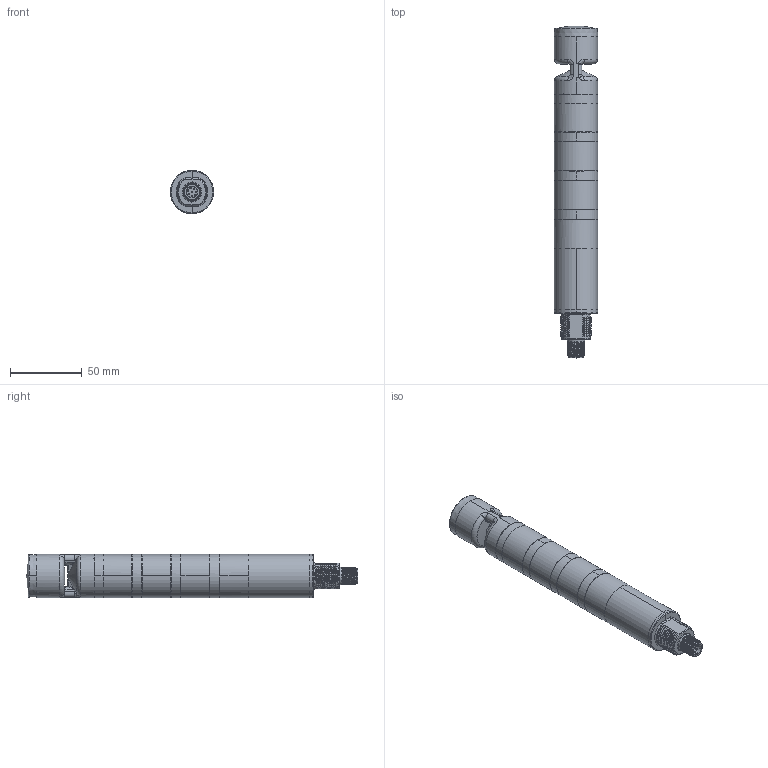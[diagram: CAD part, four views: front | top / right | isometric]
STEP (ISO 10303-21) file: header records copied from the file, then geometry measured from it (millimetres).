
FILE_DESCRIPTION((''),'2;1');
FILE_NAME('204599_ASM','2018-05-09T',('pdmadmin'),('BANNER ENGINEERING'),'CREO PARAMETRIC BY PTC INC, 2016260','CREO PARAMETRIC BY PTC INC, 2016260','');
FILE_SCHEMA(('CONFIG_CONTROL_DESIGN'));
Length unit declared in the file: millimetre
Products named in the file (14): 201226; 201224; 202000; 126713; 204620_ASM; 201229; 204322; 201228; 202220; SOMMS_AUDIBLE_BUZZER; 201227; SOMMS_AUDIBLE_TL30_TWISTLOCK_ASM; 202221; 204599_ASM
Assembly tree (18 placements, depth 3):
  204599_ASM
    201226
    201224
    204620_ASM
      202000
      126713
    201229
    204322
    SOMMS_AUDIBLE_TL30_TWISTLOCK_ASM
      201228
      202220
      SOMMS_AUDIBLE_BUZZER
      201227
    202221  x6
Bounding box: 30 x 230.56 x 30 mm (x, y, z)
Volume: 67601.6 mm3; surface area: 57999.6 mm2
Topology: 16 solids, 16 shells, 2322 faces, 5520 edges, 3259 vertices
Faces by surface type: bspline 896, plane 483, cylinder 401, cone 227, torus 187, sphere 128
Entity records: 109652 total; most frequent: CARTESIAN_POINT 70201, ORIENTED_EDGE 9152, DIRECTION 6938, EDGE_CURVE 4576, AXIS2_PLACEMENT_3D 2980, VERTEX_POINT 2674, EDGE_LOOP 2024, FACE_OUTER_BOUND 1962
